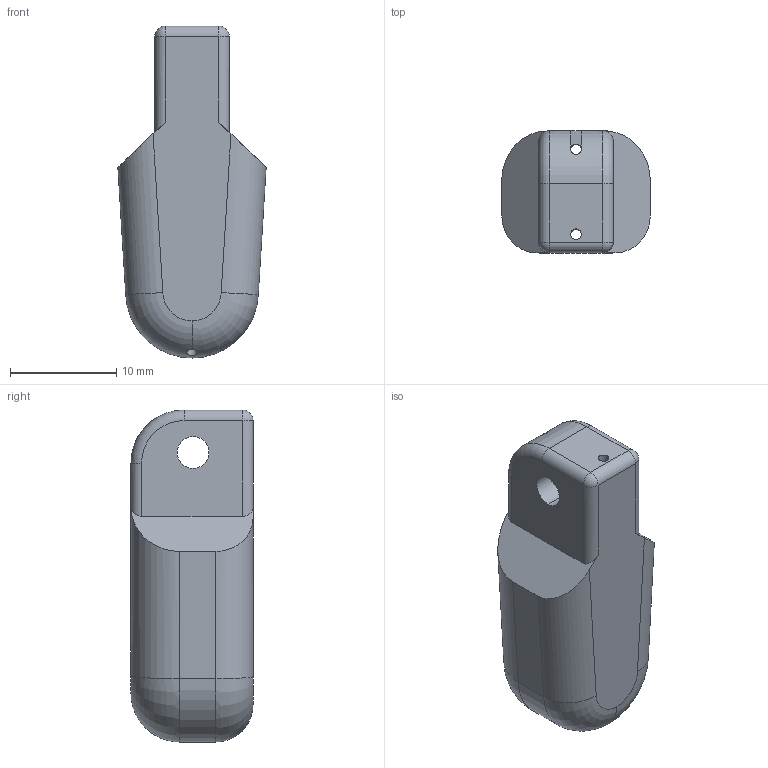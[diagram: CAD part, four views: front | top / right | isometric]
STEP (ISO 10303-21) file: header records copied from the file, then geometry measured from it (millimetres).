
FILE_DESCRIPTION (( 'STEP AP214' ), '1' );
FILE_NAME ('Falange_Distal_Pul.STEP', '2020-10-22T04:42:21', ( '' ), ( '' ), 'SwSTEP 2.0', 'SolidWorks 2020', '' );
FILE_SCHEMA (( 'AUTOMOTIVE_DESIGN' ));
Length unit declared in the file: millimetre
Products named in the file (1): Falange_Distal_Pul
Bounding box: 13.96 x 11.5 x 31.26 mm (x, y, z)
Volume: 3235.9 mm3; surface area: 1573.1 mm2
Topology: 1 solids, 1 shells, 40 faces, 107 edges, 64 vertices
Faces by surface type: cylinder 20, plane 12, torus 6, sphere 2
Entity records: 1373 total; most frequent: CARTESIAN_POINT 367, ORIENTED_EDGE 210, DIRECTION 201, EDGE_CURVE 105, AXIS2_PLACEMENT_3D 76, VERTEX_POINT 64, LINE 49, VECTOR 49
